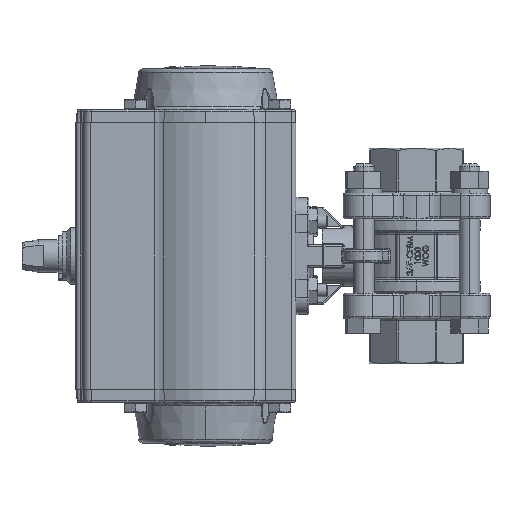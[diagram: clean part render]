
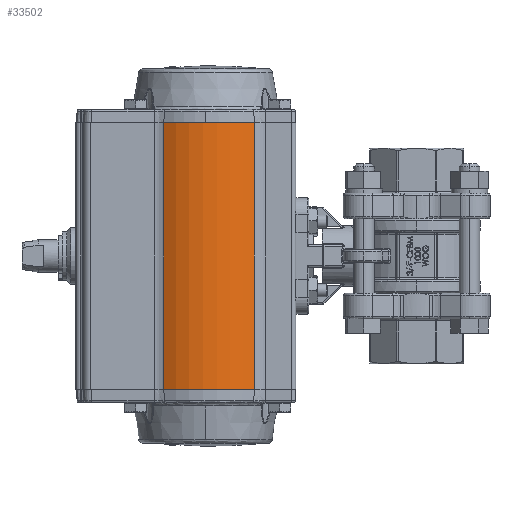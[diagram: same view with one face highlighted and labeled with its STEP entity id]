
A CAD part, left-side view. The second image highlights one B-rep face of the part: STEP entity #33502.
In plain terms, the highlighted cylindrical face has radius 30 mm (diameter 60 mm), a partial arc.
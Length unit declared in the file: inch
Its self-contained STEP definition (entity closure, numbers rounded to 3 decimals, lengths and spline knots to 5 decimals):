
#5 = VERTEX_POINT ( 'NONE', #88155 ) ;
#4946 = VECTOR ( 'NONE', #36622, 39.37008 ) ;
#5295 = DIRECTION ( 'NONE',  ( 1., 0., 0. ) ) ;
#7174 = LINE ( 'NONE', #15474, #4946 ) ;
#7936 = VERTEX_POINT ( 'NONE', #90750 ) ;
#9230 = CARTESIAN_POINT ( 'NONE',  ( 0., 3.0789, 1.94094 ) ) ;
#10432 = DIRECTION ( 'NONE',  ( 0., 0., -1. ) ) ;
#12729 = DIRECTION ( 'NONE',  ( 0., 0., 1. ) ) ;
#13242 = VERTEX_POINT ( 'NONE', #49616 ) ;
#15474 = CARTESIAN_POINT ( 'NONE',  ( -0.94169, 2.366, -1.94094 ) ) ;
#16289 = DIRECTION ( 'NONE',  ( 1., 0., 0. ) ) ;
#19388 = ORIENTED_EDGE ( 'NONE', *, *, #85595, .T. ) ;
#19596 = EDGE_CURVE ( 'NONE', #7936, #76307, #49734, .T. ) ;
#32608 = ORIENTED_EDGE ( 'NONE', *, *, #19596, .T. ) ;
#33502 = ADVANCED_FACE ( 'NONE', ( #84191 ), #65554, .T. ) ;
#35682 = VECTOR ( 'NONE', #10432, 39.37008 ) ;
#36622 = DIRECTION ( 'NONE',  ( 0., 0., 1. ) ) ;
#38253 = DIRECTION ( 'NONE',  ( 0., 0., 1. ) ) ;
#45737 = AXIS2_PLACEMENT_3D ( 'NONE', #54511, #12729, #5295 ) ;
#45792 = EDGE_CURVE ( 'NONE', #76307, #13242, #7174, .T. ) ;
#46677 = ORIENTED_EDGE ( 'NONE', *, *, #45792, .T. ) ;
#48088 = AXIS2_PLACEMENT_3D ( 'NONE', #9230, #58388, #16289 ) ;
#49616 = CARTESIAN_POINT ( 'NONE',  ( -0.94169, 2.366, 1.94094 ) ) ;
#49734 = CIRCLE ( 'NONE', #86617, 1.1811 ) ;
#52305 = EDGE_LOOP ( 'NONE', ( #32608, #46677, #19388, #59170 ) ) ;
#54511 = CARTESIAN_POINT ( 'NONE',  ( 0., 3.0789, -1.94094 ) ) ;
#58388 = DIRECTION ( 'NONE',  ( 0., 0., -1. ) ) ;
#59170 = ORIENTED_EDGE ( 'NONE', *, *, #78203, .T. ) ;
#65554 = CYLINDRICAL_SURFACE ( 'NONE', #45737, 1.1811 ) ;
#66115 = CARTESIAN_POINT ( 'NONE',  ( -1.01192, 3.68802, -1.94094 ) ) ;
#70787 = CARTESIAN_POINT ( 'NONE',  ( -0.94169, 2.366, -1.94094 ) ) ;
#73147 = LINE ( 'NONE', #66115, #35682 ) ;
#76307 = VERTEX_POINT ( 'NONE', #70787 ) ;
#78203 = EDGE_CURVE ( 'NONE', #5, #7936, #73147, .T. ) ;
#80215 = CIRCLE ( 'NONE', #48088, 1.1811 ) ;
#80415 = CARTESIAN_POINT ( 'NONE',  ( 0., 3.0789, -1.94094 ) ) ;
#84191 = FACE_OUTER_BOUND ( 'NONE', #52305, .T. ) ;
#85595 = EDGE_CURVE ( 'NONE', #13242, #5, #80215, .T. ) ;
#86617 = AXIS2_PLACEMENT_3D ( 'NONE', #80415, #38253, #87439 ) ;
#87439 = DIRECTION ( 'NONE',  ( 1., 0., 0. ) ) ;
#88155 = CARTESIAN_POINT ( 'NONE',  ( -1.01192, 3.68802, 1.94094 ) ) ;
#90750 = CARTESIAN_POINT ( 'NONE',  ( -1.01192, 3.68802, -1.94094 ) ) ;
